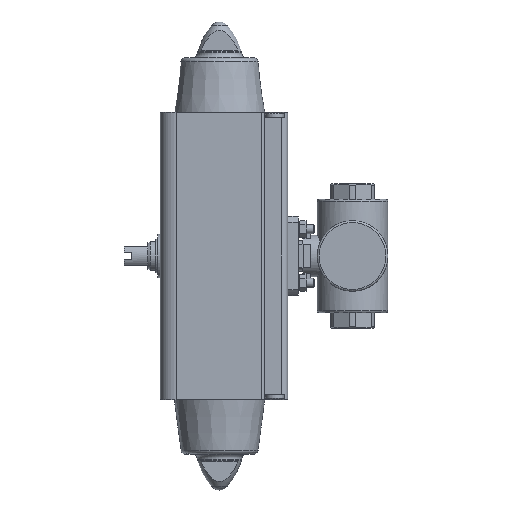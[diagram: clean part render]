
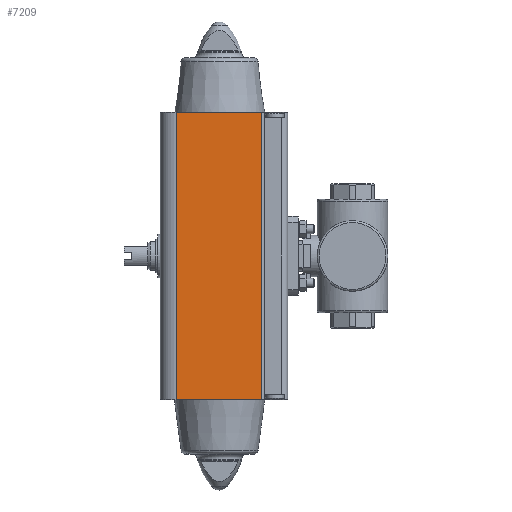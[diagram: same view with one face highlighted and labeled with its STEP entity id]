
A CAD part, left-side view. The second image highlights one B-rep face of the part: STEP entity #7209.
In plain terms, the highlighted planar face has unit normal (-1, 0, 0).
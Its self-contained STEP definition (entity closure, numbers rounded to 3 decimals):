
#240=PLANE('',#7924);
#669=LINE('',#11697,#1251);
#683=LINE('',#11745,#1265);
#684=LINE('',#11831,#1266);
#685=LINE('',#11832,#1267);
#1251=VECTOR('',#9329,1000.);
#1265=VECTOR('',#9373,1000.);
#1266=VECTOR('',#9398,1000.);
#1267=VECTOR('',#9399,1000.);
#2969=ORIENTED_EDGE('',*,*,#4456,.T.);
#2970=ORIENTED_EDGE('',*,*,#4495,.F.);
#2971=ORIENTED_EDGE('',*,*,#4481,.F.);
#2972=ORIENTED_EDGE('',*,*,#4496,.T.);
#4456=EDGE_CURVE('',#5303,#5302,#669,.T.);
#4481=EDGE_CURVE('',#5321,#5322,#683,.T.);
#4495=EDGE_CURVE('',#5322,#5302,#684,.T.);
#4496=EDGE_CURVE('',#5321,#5303,#685,.T.);
#5302=VERTEX_POINT('',#11696);
#5303=VERTEX_POINT('',#11698);
#5321=VERTEX_POINT('',#11744);
#5322=VERTEX_POINT('',#11746);
#5964=EDGE_LOOP('',(#2969,#2970,#2971,#2972));
#6577=FACE_BOUND('',#5964,.T.);
#7209=ADVANCED_FACE('',(#6577),#240,.F.);
#7924=AXIS2_PLACEMENT_3D('',#11830,#9396,#9397);
#9329=DIRECTION('',(0.,-1.,0.));
#9373=DIRECTION('',(0.,-1.,0.));
#9396=DIRECTION('',(1.,0.,0.));
#9397=DIRECTION('',(0.,0.,-1.));
#9398=DIRECTION('',(0.,0.,-1.));
#9399=DIRECTION('',(0.,0.,-1.));
#11696=CARTESIAN_POINT('',(-32.7,-23.516,-79.6));
#11697=CARTESIAN_POINT('',(-32.7,23.9,-79.6));
#11698=CARTESIAN_POINT('',(-32.7,23.9,-79.6));
#11744=CARTESIAN_POINT('',(-32.7,23.9,79.6));
#11745=CARTESIAN_POINT('',(-32.7,23.9,79.6));
#11746=CARTESIAN_POINT('',(-32.7,-23.516,79.6));
#11830=CARTESIAN_POINT('',(-32.7,23.9,79.6));
#11831=CARTESIAN_POINT('',(-32.7,-23.516,79.6));
#11832=CARTESIAN_POINT('',(-32.7,23.9,79.6));
